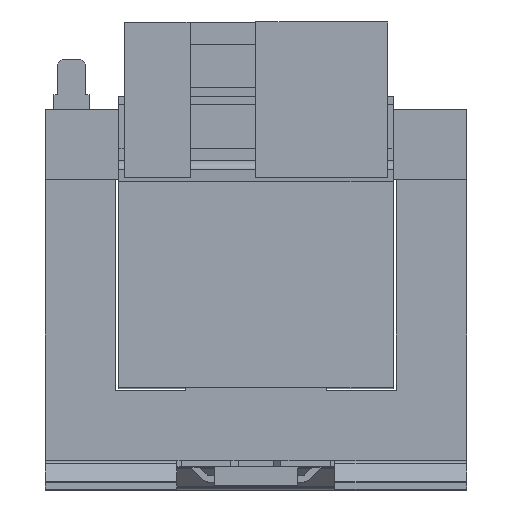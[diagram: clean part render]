
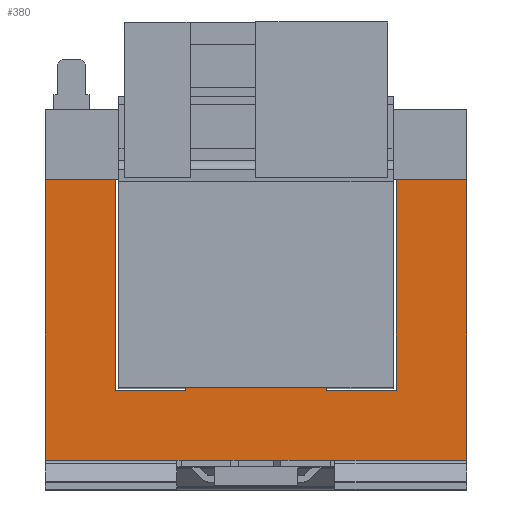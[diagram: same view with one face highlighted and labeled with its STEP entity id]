
A CAD part, top view. The second image highlights one B-rep face of the part: STEP entity #380.
In plain terms, the highlighted planar face has unit normal (0, 0, 1).
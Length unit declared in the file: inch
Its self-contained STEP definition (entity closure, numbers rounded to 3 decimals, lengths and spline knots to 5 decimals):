
#174 = CARTESIAN_POINT ( 'NONE',  ( 0.62992, -0.9252, 1.17126 ) ) ;
#294 = ORIENTED_EDGE ( 'NONE', *, *, #10073, .T. ) ;
#324 = DIRECTION ( 'NONE',  ( 0., -1., 0. ) ) ;
#380 = ADVANCED_FACE ( 'NONE', ( #7693 ), #11491, .T. ) ;
#416 = VECTOR ( 'NONE', #324, 39.37008 ) ;
#552 = LINE ( 'NONE', #12029, #1779 ) ;
#572 = LINE ( 'NONE', #14715, #3393 ) ;
#681 = VERTEX_POINT ( 'NONE', #10040 ) ;
#979 = CARTESIAN_POINT ( 'NONE',  ( 1.88976, -1.5748, 1.17126 ) ) ;
#1026 = VERTEX_POINT ( 'NONE', #3357 ) ;
#1049 = ORIENTED_EDGE ( 'NONE', *, *, #15818, .T. ) ;
#1779 = VECTOR ( 'NONE', #3086, 39.37008 ) ;
#1831 = EDGE_CURVE ( 'NONE', #681, #11515, #15072, .T. ) ;
#1916 = LINE ( 'NONE', #4453, #8601 ) ;
#2319 = VERTEX_POINT ( 'NONE', #979 ) ;
#2363 = CARTESIAN_POINT ( 'NONE',  ( 0., 0.94488, 1.17126 ) ) ;
#3013 = DIRECTION ( 'NONE',  ( -1., 0., 0. ) ) ;
#3076 = VERTEX_POINT ( 'NONE', #16349 ) ;
#3086 = DIRECTION ( 'NONE',  ( 0., 1., 0. ) ) ;
#3163 = ORIENTED_EDGE ( 'NONE', *, *, #8568, .T. ) ;
#3191 = DIRECTION ( 'NONE',  ( -1., 0., 0. ) ) ;
#3255 = CARTESIAN_POINT ( 'NONE',  ( -0.62992, -0.94488, 1.17126 ) ) ;
#3357 = CARTESIAN_POINT ( 'NONE',  ( 1.25984, 0.94488, 1.17126 ) ) ;
#3393 = VECTOR ( 'NONE', #3191, 39.37008 ) ;
#3738 = VERTEX_POINT ( 'NONE', #3255 ) ;
#3950 = CARTESIAN_POINT ( 'NONE',  ( -1.88976, 0., 1.17126 ) ) ;
#4067 = DIRECTION ( 'NONE',  ( 0., 0., 1. ) ) ;
#4343 = DIRECTION ( 'NONE',  ( 0., -1., 0. ) ) ;
#4359 = VECTOR ( 'NONE', #15134, 39.37008 ) ;
#4453 = CARTESIAN_POINT ( 'NONE',  ( -0.62992, 0., 1.17126 ) ) ;
#4564 = EDGE_CURVE ( 'NONE', #6493, #681, #10024, .T. ) ;
#4616 = DIRECTION ( 'NONE',  ( 0., 1., 0. ) ) ;
#4998 = VECTOR ( 'NONE', #3013, 39.37008 ) ;
#5046 = DIRECTION ( 'NONE',  ( 0., -1., 0. ) ) ;
#5143 = ORIENTED_EDGE ( 'NONE', *, *, #9021, .T. ) ;
#5390 = CARTESIAN_POINT ( 'NONE',  ( 1.88976, 0.94488, 1.17126 ) ) ;
#5490 = ORIENTED_EDGE ( 'NONE', *, *, #13700, .F. ) ;
#5612 = LINE ( 'NONE', #7974, #6396 ) ;
#5685 = ORIENTED_EDGE ( 'NONE', *, *, #4564, .T. ) ;
#6351 = VECTOR ( 'NONE', #8340, 39.37008 ) ;
#6396 = VECTOR ( 'NONE', #4343, 39.37008 ) ;
#6456 = EDGE_LOOP ( 'NONE', ( #5143, #5490, #8719, #9472, #294, #5685, #12930, #14124, #14034, #15712, #3163, #1049 ) ) ;
#6493 = VERTEX_POINT ( 'NONE', #13842 ) ;
#6502 = DIRECTION ( 'NONE',  ( -1., 0., 0. ) ) ;
#6586 = EDGE_CURVE ( 'NONE', #12462, #12926, #16375, .T. ) ;
#6979 = VECTOR ( 'NONE', #5046, 39.37008 ) ;
#7010 = VECTOR ( 'NONE', #7347, 39.37008 ) ;
#7347 = DIRECTION ( 'NONE',  ( -1., 0., 0. ) ) ;
#7622 = VERTEX_POINT ( 'NONE', #7876 ) ;
#7693 = FACE_OUTER_BOUND ( 'NONE', #6456, .T. ) ;
#7876 = CARTESIAN_POINT ( 'NONE',  ( 1.25984, -0.94488, 1.17126 ) ) ;
#7974 = CARTESIAN_POINT ( 'NONE',  ( 0.62992, 0., 1.17126 ) ) ;
#8336 = EDGE_CURVE ( 'NONE', #11515, #15301, #13134, .T. ) ;
#8340 = DIRECTION ( 'NONE',  ( 1., 0., 0. ) ) ;
#8410 = VERTEX_POINT ( 'NONE', #5390 ) ;
#8505 = EDGE_CURVE ( 'NONE', #15301, #2319, #12051, .T. ) ;
#8568 = EDGE_CURVE ( 'NONE', #8410, #1026, #572, .T. ) ;
#8601 = VECTOR ( 'NONE', #4616, 39.37008 ) ;
#8675 = CARTESIAN_POINT ( 'NONE',  ( -1.25984, 0., 1.17126 ) ) ;
#8719 = ORIENTED_EDGE ( 'NONE', *, *, #6586, .T. ) ;
#8730 = VECTOR ( 'NONE', #9998, 39.37008 ) ;
#8935 = EDGE_CURVE ( 'NONE', #2319, #8410, #552, .T. ) ;
#9021 = EDGE_CURVE ( 'NONE', #7622, #3076, #14237, .T. ) ;
#9472 = ORIENTED_EDGE ( 'NONE', *, *, #15989, .F. ) ;
#9653 = AXIS2_PLACEMENT_3D ( 'NONE', #12905, #4067, #10229 ) ;
#9769 = CARTESIAN_POINT ( 'NONE',  ( 1.88976, -1.5748, 1.17126 ) ) ;
#9998 = DIRECTION ( 'NONE',  ( -1., 0., 0. ) ) ;
#10024 = LINE ( 'NONE', #8675, #4359 ) ;
#10040 = CARTESIAN_POINT ( 'NONE',  ( -1.25984, 0.94488, 1.17126 ) ) ;
#10073 = EDGE_CURVE ( 'NONE', #3738, #6493, #15806, .T. ) ;
#10225 = CARTESIAN_POINT ( 'NONE',  ( 0., -0.94488, 1.17126 ) ) ;
#10229 = DIRECTION ( 'NONE',  ( 1., 0., 0. ) ) ;
#11069 = CARTESIAN_POINT ( 'NONE',  ( -1.88976, -1.5748, 1.17126 ) ) ;
#11491 = PLANE ( 'NONE',  #9653 ) ;
#11515 = VERTEX_POINT ( 'NONE', #15448 ) ;
#11516 = CARTESIAN_POINT ( 'NONE',  ( -0.62992, -0.9252, 1.17126 ) ) ;
#12029 = CARTESIAN_POINT ( 'NONE',  ( 1.88976, 0., 1.17126 ) ) ;
#12030 = VECTOR ( 'NONE', #6502, 39.37008 ) ;
#12051 = LINE ( 'NONE', #9769, #6351 ) ;
#12462 = VERTEX_POINT ( 'NONE', #174 ) ;
#12713 = CARTESIAN_POINT ( 'NONE',  ( 1.25984, 0., 1.17126 ) ) ;
#12905 = CARTESIAN_POINT ( 'NONE',  ( 0., 0., 1.17126 ) ) ;
#12926 = VERTEX_POINT ( 'NONE', #11516 ) ;
#12930 = ORIENTED_EDGE ( 'NONE', *, *, #1831, .T. ) ;
#13134 = LINE ( 'NONE', #3950, #416 ) ;
#13700 = EDGE_CURVE ( 'NONE', #12462, #3076, #5612, .T. ) ;
#13842 = CARTESIAN_POINT ( 'NONE',  ( -1.25984, -0.94488, 1.17126 ) ) ;
#14034 = ORIENTED_EDGE ( 'NONE', *, *, #8505, .T. ) ;
#14124 = ORIENTED_EDGE ( 'NONE', *, *, #8336, .T. ) ;
#14237 = LINE ( 'NONE', #10225, #12030 ) ;
#14542 = CARTESIAN_POINT ( 'NONE',  ( 0., -0.94488, 1.17126 ) ) ;
#14715 = CARTESIAN_POINT ( 'NONE',  ( 0., 0.94488, 1.17126 ) ) ;
#15072 = LINE ( 'NONE', #2363, #7010 ) ;
#15134 = DIRECTION ( 'NONE',  ( 0., 1., 0. ) ) ;
#15301 = VERTEX_POINT ( 'NONE', #11069 ) ;
#15448 = CARTESIAN_POINT ( 'NONE',  ( -1.88976, 0.94488, 1.17126 ) ) ;
#15712 = ORIENTED_EDGE ( 'NONE', *, *, #8935, .T. ) ;
#15806 = LINE ( 'NONE', #14542, #4998 ) ;
#15818 = EDGE_CURVE ( 'NONE', #1026, #7622, #16574, .T. ) ;
#15989 = EDGE_CURVE ( 'NONE', #3738, #12926, #1916, .T. ) ;
#16349 = CARTESIAN_POINT ( 'NONE',  ( 0.62992, -0.94488, 1.17126 ) ) ;
#16375 = LINE ( 'NONE', #16457, #8730 ) ;
#16457 = CARTESIAN_POINT ( 'NONE',  ( 0., -0.9252, 1.17126 ) ) ;
#16574 = LINE ( 'NONE', #12713, #6979 ) ;
